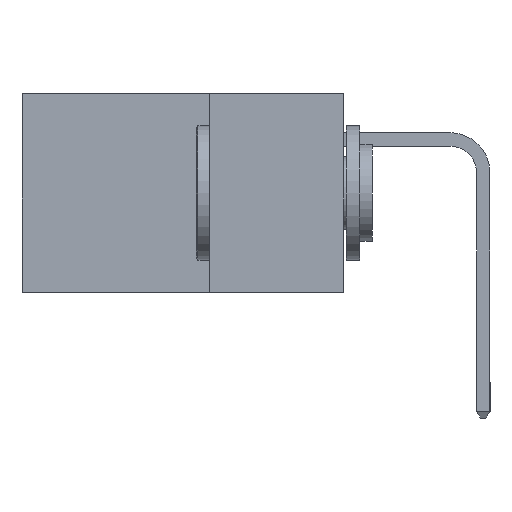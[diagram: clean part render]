
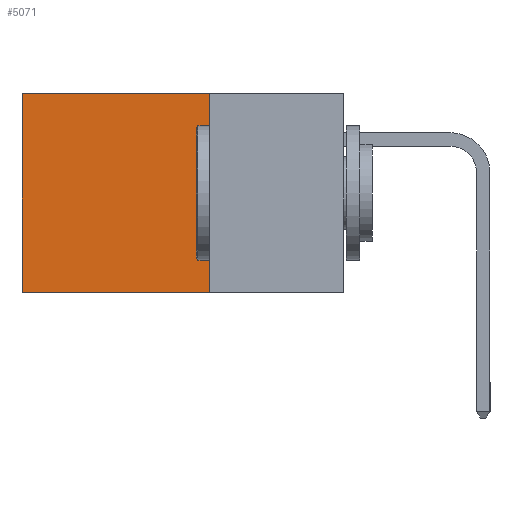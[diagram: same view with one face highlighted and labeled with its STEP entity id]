
A CAD part, left-side view. The second image highlights one B-rep face of the part: STEP entity #5071.
In plain terms, the highlighted planar face has unit normal (-1, 0, 0).
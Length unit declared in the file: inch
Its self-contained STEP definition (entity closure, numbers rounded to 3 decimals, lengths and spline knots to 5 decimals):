
#72 = CARTESIAN_POINT ( 'NONE',  ( 0.298, 0.6, 0. ) ) ;
#98 = VERTEX_POINT ( 'NONE', #3303 ) ;
#548 = DIRECTION ( 'NONE',  ( 0., 0., -1. ) ) ;
#679 = DIRECTION ( 'NONE',  ( 0., 0., -1. ) ) ;
#769 = EDGE_CURVE ( 'NONE', #4600, #9354, #2605, .T. ) ;
#871 = VECTOR ( 'NONE', #548, 39.37008 ) ;
#1214 = VERTEX_POINT ( 'NONE', #72 ) ;
#1465 = ORIENTED_EDGE ( 'NONE', *, *, #4082, .T. ) ;
#1489 = EDGE_LOOP ( 'NONE', ( #3434, #1962, #8846, #1465 ) ) ;
#1962 = ORIENTED_EDGE ( 'NONE', *, *, #769, .F. ) ;
#2145 = CARTESIAN_POINT ( 'NONE',  ( 0.298, 0.25, 0. ) ) ;
#2240 = DIRECTION ( 'NONE',  ( 1., 0., 0. ) ) ;
#2294 = VECTOR ( 'NONE', #9368, 39.37008 ) ;
#2605 = LINE ( 'NONE', #7652, #2294 ) ;
#2844 = LINE ( 'NONE', #6397, #11641 ) ;
#3093 = CARTESIAN_POINT ( 'NONE',  ( 0.298, 0.6, -0.37 ) ) ;
#3303 = CARTESIAN_POINT ( 'NONE',  ( 0.298, 0.25, 0. ) ) ;
#3434 = ORIENTED_EDGE ( 'NONE', *, *, #11381, .T. ) ;
#3470 = LINE ( 'NONE', #9676, #871 ) ;
#3629 = DIRECTION ( 'NONE',  ( 0., 0., -1. ) ) ;
#3636 = PLANE ( 'NONE',  #7006 ) ;
#4082 = EDGE_CURVE ( 'NONE', #98, #1214, #11493, .T. ) ;
#4600 = VERTEX_POINT ( 'NONE', #5018 ) ;
#5018 = CARTESIAN_POINT ( 'NONE',  ( 0.298, 0.25, -0.37 ) ) ;
#5071 = ADVANCED_FACE ( 'NONE', ( #7939 ), #3636, .F. ) ;
#5164 = VECTOR ( 'NONE', #11298, 39.37008 ) ;
#6397 = CARTESIAN_POINT ( 'NONE',  ( 0.298, 0.6, 0. ) ) ;
#7006 = AXIS2_PLACEMENT_3D ( 'NONE', #2145, #2240, #3629 ) ;
#7652 = CARTESIAN_POINT ( 'NONE',  ( 0.298, 0.25, -0.37 ) ) ;
#7939 = FACE_OUTER_BOUND ( 'NONE', #1489, .T. ) ;
#8846 = ORIENTED_EDGE ( 'NONE', *, *, #11276, .F. ) ;
#9354 = VERTEX_POINT ( 'NONE', #3093 ) ;
#9368 = DIRECTION ( 'NONE',  ( 0., 1., 0. ) ) ;
#9676 = CARTESIAN_POINT ( 'NONE',  ( 0.298, 0.25, 0. ) ) ;
#11273 = CARTESIAN_POINT ( 'NONE',  ( 0.298, 0.25, 0. ) ) ;
#11276 = EDGE_CURVE ( 'NONE', #98, #4600, #3470, .T. ) ;
#11298 = DIRECTION ( 'NONE',  ( 0., 1., 0. ) ) ;
#11381 = EDGE_CURVE ( 'NONE', #1214, #9354, #2844, .T. ) ;
#11493 = LINE ( 'NONE', #11273, #5164 ) ;
#11641 = VECTOR ( 'NONE', #679, 39.37008 ) ;
